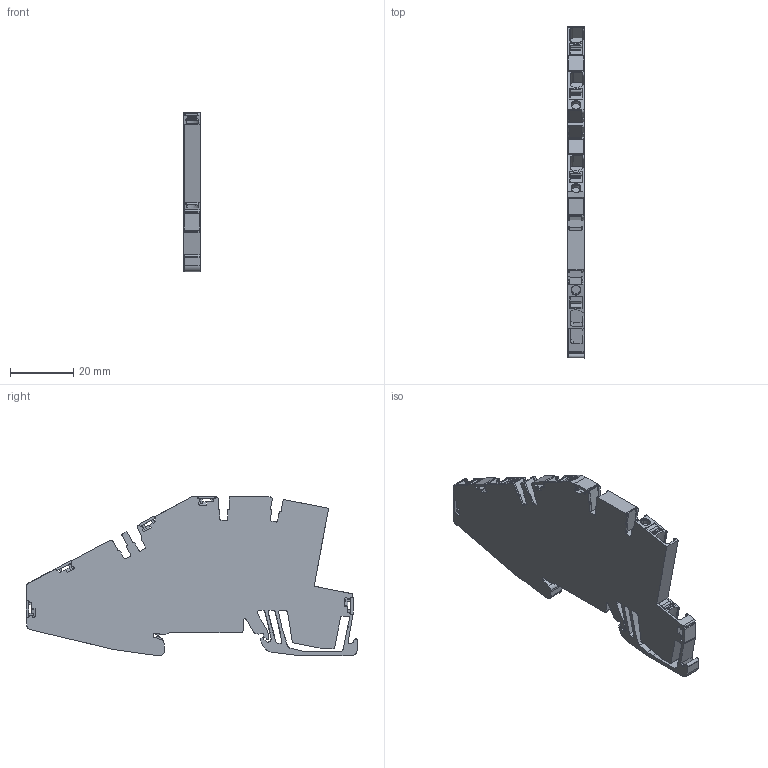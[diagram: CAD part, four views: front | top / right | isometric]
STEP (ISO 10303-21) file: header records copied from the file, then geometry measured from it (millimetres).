
FILE_DESCRIPTION(('CATIA V5 STEP Exchange','CAx-IF Rec.Pracs.--- Model Styling and Organization---1.4--- 2014-01-23'),'2;1');
FILE_NAME ('1307403-1_1', '2022-01-28T12:28:47+00:00', ('none'), ('Weidmueller'), 'CATIA Version 5-6 Release 2016 SP3 HF44', 'CATIA V5 STEP AP214', 'none');
FILE_SCHEMA(('AUTOMOTIVE_DESIGN { 1 0 10303 214 1 1 1 1 }'));
Length unit declared in the file: millimetre
Products named in the file (1): 2782640000_S
Bounding box: 5.1 x 104.83 x 50.46 mm (x, y, z)
Volume: 16874.6 mm3; surface area: 11062.7 mm2
Topology: 14 solids, 14 shells, 1058 faces, 2983 edges, 1972 vertices
Faces by surface type: plane 501, cylinder 357, extrusion 176, torus 9, bspline 9, cone 6
Entity records: 37984 total; most frequent: CARTESIAN_POINT 10925, ORIENTED_EDGE 5966, DIRECTION 4195, EDGE_CURVE 2983, VECTOR 2164, LINE 1988, VERTEX_POINT 1972, AXIS2_PLACEMENT_3D 1250
